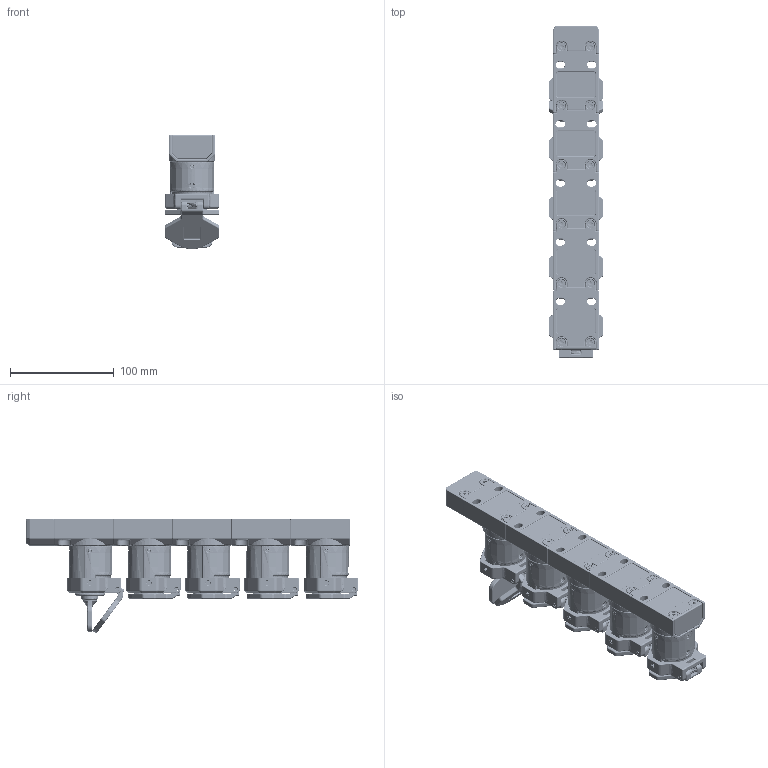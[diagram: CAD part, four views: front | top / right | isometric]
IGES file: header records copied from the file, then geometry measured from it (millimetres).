
Start section: SolidWorks IGES file using analytic representation for surfaces
Global section: file name: KE-S5 (IGES format).IGS; native system: SolidWorks 2013; preprocessor: SolidWorks 2013; author: B; date: 150529.124521; units: millimetre
Bounding box: 53 x 320 x 110.41 mm (x, y, z)
Surface area: 247703.9 mm2 (no closed solid volume)
Topology: 0 solids, 0 shells, 6241 faces, 57868 edges, 57620 vertices
Faces by surface type: revolution 3208, bspline 3033
